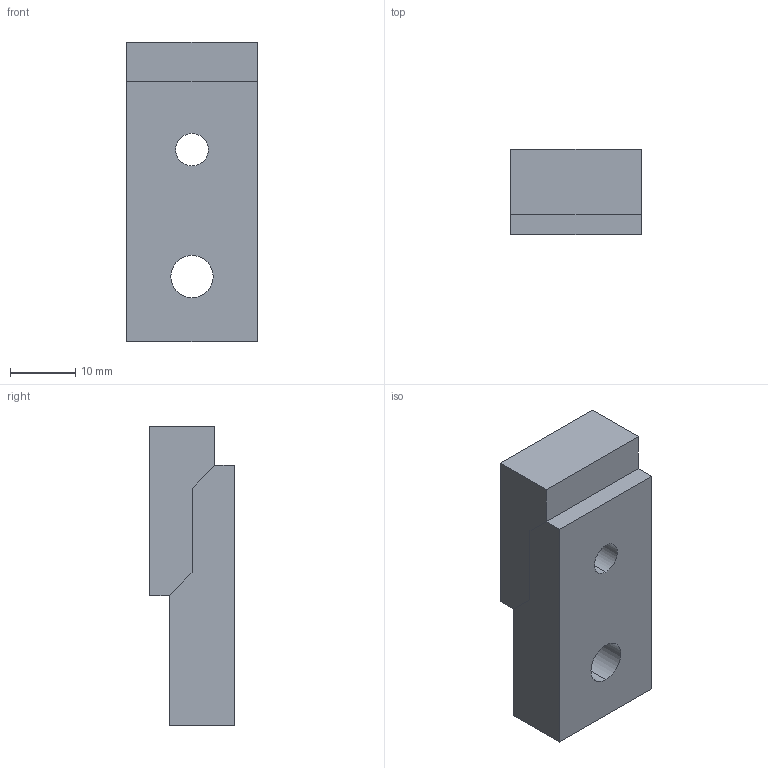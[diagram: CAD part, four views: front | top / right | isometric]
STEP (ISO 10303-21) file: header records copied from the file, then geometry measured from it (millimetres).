
FILE_DESCRIPTION (( 'STEP AP214' ), '1' );
FILE_NAME ('B992 Àëþìèíèåâûé êîðîòêèé çàæèì.STEP', '2026-03-27T11:36:05', ( '' ), ( '' ), 'SwSTEP 2.0', 'SolidWorks 2026', '' );
FILE_SCHEMA (( 'AUTOMOTIVE_DESIGN' ));
Length unit declared in the file: millimetre
Products named in the file (3): B992 2_ч_00; B992 1_ч_00; B992 Алюминиевый короткий зажим
Assembly tree (2 placements, depth 2):
  B992 Алюминиевый короткий зажим
    B992 1_ч_00
    B992 2_ч_00
Bounding box: 20 x 13 x 46 mm (x, y, z)
Volume: 9176.8 mm3; surface area: 4658.4 mm2
Topology: 2 solids, 2 shells, 36 faces, 90 edges, 60 vertices
Faces by surface type: plane 24, cylinder 12
Entity records: 1178 total; most frequent: DIRECTION 196, CARTESIAN_POINT 191, ORIENTED_EDGE 180, EDGE_CURVE 90, LINE 66, VECTOR 66, AXIS2_PLACEMENT_3D 65, VERTEX_POINT 60
